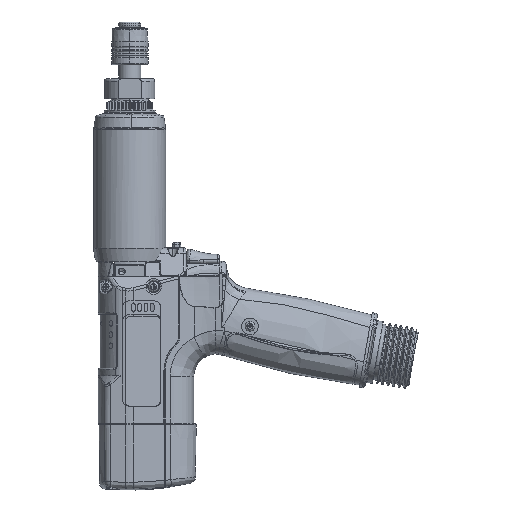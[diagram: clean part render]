
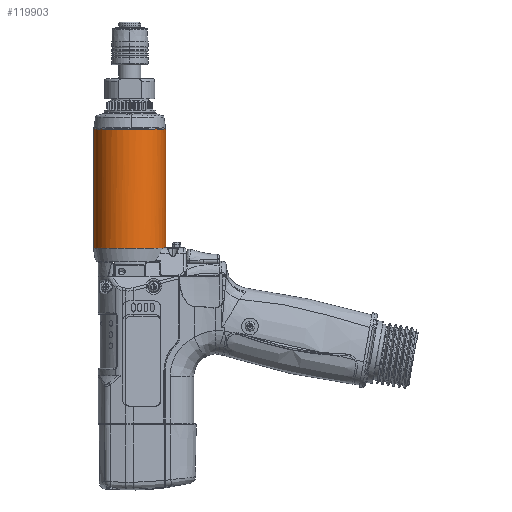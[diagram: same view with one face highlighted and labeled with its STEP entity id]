
A CAD part, left-side view. The second image highlights one B-rep face of the part: STEP entity #119903.
In plain terms, the highlighted cylindrical face has radius 20.384 mm (diameter 40.767 mm), a partial arc.
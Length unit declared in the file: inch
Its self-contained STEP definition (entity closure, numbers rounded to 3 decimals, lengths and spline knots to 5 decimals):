
#119513=DIRECTION('',(0.009,0.,-1.));
#119514=VECTOR('',#119513,0.0891);
#119515=CARTESIAN_POINT('',(-0.0125,-0.8024,3.288));
#119516=LINE('',#119515,#119514);
#119517=CARTESIAN_POINT('',(0.,0.,3.188));
#119518=DIRECTION('',(0.,0.,1.));
#119519=DIRECTION('',(-0.001,-1.,0.));
#119520=AXIS2_PLACEMENT_3D('',#119517,#119518,#119519);
#119522=DIRECTION('',(0.,0.,1.));
#119523=VECTOR('',#119522,2.552);
#119524=CARTESIAN_POINT('',(0.,-0.8025,0.636));
#119525=LINE('',#119524,#119523);
#119526=CARTESIAN_POINT('',(0.,0.,0.636));
#119527=DIRECTION('',(0.,0.,-1.));
#119528=DIRECTION('',(0.,-1.,0.));
#119529=AXIS2_PLACEMENT_3D('',#119526,#119527,#119528);
#119531=CARTESIAN_POINT('',(0.,0.,0.636));
#119532=DIRECTION('',(0.,0.,1.));
#119533=DIRECTION('',(0.,1.,0.));
#119534=AXIS2_PLACEMENT_3D('',#119531,#119532,#119533);
#119536=DIRECTION('',(0.,0.,1.));
#119537=VECTOR('',#119536,2.652);
#119538=CARTESIAN_POINT('',(0.,0.8025,0.636));
#119539=LINE('',#119538,#119537);
#119540=CARTESIAN_POINT('',(0.,0.,3.288));
#119541=DIRECTION('',(0.,0.,1.));
#119542=DIRECTION('',(0.,1.,0.));
#119543=AXIS2_PLACEMENT_3D('',#119540,#119541,#119542);
#119545=CARTESIAN_POINT('',(-0.23483,-0.76737,0.636));
#119703=CARTESIAN_POINT('',(-0.00072,-0.8025,3.188));
#119704=CARTESIAN_POINT('',(-0.00221,-0.8025,3.188));
#119705=CARTESIAN_POINT('',(-0.00497,-0.80249,
3.18853));
#119706=CARTESIAN_POINT('',(-0.00885,-0.80245,
3.19113));
#119707=CARTESIAN_POINT('',(-0.01113,-0.80242,
3.19474));
#119708=CARTESIAN_POINT('',(-0.01171,-0.80241,
3.19745));
#119709=CARTESIAN_POINT('',(-0.01172,-0.80241,
3.1989));
#119767=CARTESIAN_POINT('',(0.,0.8025,0.636));
#119768=CARTESIAN_POINT('',(0.,0.8025,3.288));
#119769=VERTEX_POINT('',#119767);
#119770=VERTEX_POINT('',#119768);
#119782=VERTEX_POINT('',#119545);
#119806=CARTESIAN_POINT('',(0.,-0.8025,0.636));
#119807=VERTEX_POINT('',#119806);
#119808=CARTESIAN_POINT('',(0.,-0.8025,3.188));
#119809=VERTEX_POINT('',#119808);
#119811=CARTESIAN_POINT('',(-0.0125,-0.8024,3.288));
#119813=VERTEX_POINT('',#119811);
#119814=CARTESIAN_POINT('',(-0.00072,-0.8025,3.188));
#119816=VERTEX_POINT('',#119814);
#119818=CARTESIAN_POINT('',(-0.01172,-0.80241,
3.1989));
#119820=VERTEX_POINT('',#119818);
#119882=CARTESIAN_POINT('',(0.,0.,3.4355));
#119883=DIRECTION('',(0.,0.,-1.));
#119884=DIRECTION('',(0.,-1.,0.));
#119885=AXIS2_PLACEMENT_3D('',#119882,#119883,#119884);
#119886=CYLINDRICAL_SURFACE('',#119885,0.8025);
#119888=ORIENTED_EDGE('',*,*,#119887,.T.);
#119890=ORIENTED_EDGE('',*,*,#119889,.F.);
#119892=ORIENTED_EDGE('',*,*,#119891,.T.);
#119893=ORIENTED_EDGE('',*,*,#119877,.F.);
#119895=ORIENTED_EDGE('',*,*,#119894,.T.);
#119897=ORIENTED_EDGE('',*,*,#119896,.F.);
#119898=ORIENTED_EDGE('',*,*,#119871,.T.);
#119900=ORIENTED_EDGE('',*,*,#119899,.T.);
#119901=EDGE_LOOP('',(#119888,#119890,#119892,#119893,#119895,#119897,#119898,
#119900));
#119902=FACE_OUTER_BOUND('',#119901,.F.);
#119903=ADVANCED_FACE('',(#119902),#119886,.T.);
#119521=CIRCLE('',#119520,0.8025);
#119530=CIRCLE('',#119529,0.8025);
#119535=CIRCLE('',#119534,0.8025);
#119544=CIRCLE('',#119543,0.8025);
#119710=B_SPLINE_CURVE_WITH_KNOTS('',3,(#119703,#119704,#119705,#119706,#119707,
#119708,#119709),.UNSPECIFIED.,.F.,.F.,(4,1,1,1,4),(0.,0.25,0.5,0.75,
1.),.UNSPECIFIED.);
#119871=EDGE_CURVE('',#119769,#119770,#119539,.T.);
#119877=EDGE_CURVE('',#119807,#119809,#119525,.T.);
#119887=EDGE_CURVE('',#119813,#119820,#119516,.T.);
#119889=EDGE_CURVE('',#119816,#119820,#119710,.T.);
#119891=EDGE_CURVE('',#119816,#119809,#119521,.T.);
#119894=EDGE_CURVE('',#119807,#119782,#119530,.T.);
#119896=EDGE_CURVE('',#119769,#119782,#119535,.T.);
#119899=EDGE_CURVE('',#119770,#119813,#119544,.T.);
